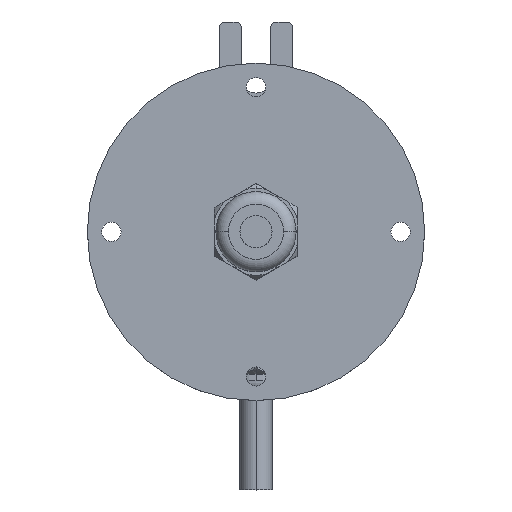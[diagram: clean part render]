
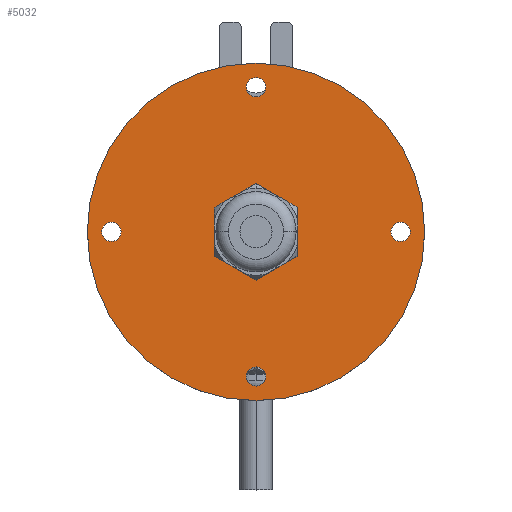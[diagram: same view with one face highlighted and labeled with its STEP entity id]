
A CAD part, top view. The second image highlights one B-rep face of the part: STEP entity #5032.
In plain terms, the highlighted planar face has unit normal (0, 0, 1).
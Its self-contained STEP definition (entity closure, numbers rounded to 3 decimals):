
#36 = LINE ( 'NONE', #2625, #4140 ) ;
#37 = DIRECTION ( 'NONE',  ( 0., 0., 1. ) ) ;
#61 = CIRCLE ( 'NONE', #1672, 3. ) ;
#92 = DIRECTION ( 'NONE',  ( 1., 0., 0. ) ) ;
#200 = DIRECTION ( 'NONE',  ( 0., 0., 1. ) ) ;
#210 = AXIS2_PLACEMENT_3D ( 'NONE', #3209, #801, #3593 ) ;
#224 = CARTESIAN_POINT ( 'NONE',  ( 0., -45., 159. ) ) ;
#258 = VECTOR ( 'NONE', #1218, 1000. ) ;
#272 = VECTOR ( 'NONE', #3362, 1000. ) ;
#305 = EDGE_CURVE ( 'NONE', #4163, #1350, #36, .T. ) ;
#319 = CIRCLE ( 'NONE', #935, 3. ) ;
#372 = EDGE_CURVE ( 'NONE', #2947, #2842, #4955, .T. ) ;
#417 = CARTESIAN_POINT ( 'NONE',  ( 0., 0., 159. ) ) ;
#418 = DIRECTION ( 'NONE',  ( 1., 0., 0. ) ) ;
#514 = ORIENTED_EDGE ( 'NONE', *, *, #754, .F. ) ;
#579 = ORIENTED_EDGE ( 'NONE', *, *, #2091, .F. ) ;
#606 = CARTESIAN_POINT ( 'NONE',  ( 3., -45., 159. ) ) ;
#635 = DIRECTION ( 'NONE',  ( 1., 0., 0. ) ) ;
#638 = ORIENTED_EDGE ( 'NONE', *, *, #372, .F. ) ;
#682 = FACE_BOUND ( 'NONE', #1630, .T. ) ;
#754 = EDGE_CURVE ( 'NONE', #3235, #4163, #3471, .T. ) ;
#773 = ORIENTED_EDGE ( 'NONE', *, *, #1509, .F. ) ;
#794 = CARTESIAN_POINT ( 'NONE',  ( 0., -15., 159. ) ) ;
#801 = DIRECTION ( 'NONE',  ( 0., 0., 1. ) ) ;
#830 = CARTESIAN_POINT ( 'NONE',  ( 12.99, 7.5, 159. ) ) ;
#847 = VERTEX_POINT ( 'NONE', #1448 ) ;
#848 = ORIENTED_EDGE ( 'NONE', *, *, #3829, .F. ) ;
#935 = AXIS2_PLACEMENT_3D ( 'NONE', #4863, #2567, #92 ) ;
#948 = EDGE_CURVE ( 'NONE', #4053, #2769, #61, .T. ) ;
#1162 = AXIS2_PLACEMENT_3D ( 'NONE', #5170, #2848, #418 ) ;
#1211 = AXIS2_PLACEMENT_3D ( 'NONE', #417, #1642, #4366 ) ;
#1218 = DIRECTION ( 'NONE',  ( 0.866, 0.5, 0. ) ) ;
#1233 = EDGE_CURVE ( 'NONE', #3312, #3720, #4784, .T. ) ;
#1308 = EDGE_CURVE ( 'NONE', #1568, #1883, #319, .T. ) ;
#1341 = CIRCLE ( 'NONE', #210, 3. ) ;
#1350 = VERTEX_POINT ( 'NONE', #3343 ) ;
#1352 = LINE ( 'NONE', #4741, #258 ) ;
#1448 = CARTESIAN_POINT ( 'NONE',  ( 12.99, 7.5, 159. ) ) ;
#1509 = EDGE_CURVE ( 'NONE', #2031, #4749, #1341, .T. ) ;
#1568 = VERTEX_POINT ( 'NONE', #2883 ) ;
#1630 = EDGE_LOOP ( 'NONE', ( #848, #5048, #3109, #3466, #3587, #514 ) ) ;
#1642 = DIRECTION ( 'NONE',  ( 0., 0., 1. ) ) ;
#1672 = AXIS2_PLACEMENT_3D ( 'NONE', #4676, #2365, #5080 ) ;
#1774 = FACE_OUTER_BOUND ( 'NONE', #4007, .T. ) ;
#1793 = LINE ( 'NONE', #4215, #4529 ) ;
#1883 = VERTEX_POINT ( 'NONE', #3624 ) ;
#1894 = EDGE_LOOP ( 'NONE', ( #4046, #3172 ) ) ;
#1899 = CARTESIAN_POINT ( 'NONE',  ( 0., 45., 159. ) ) ;
#1912 = FACE_BOUND ( 'NONE', #3390, .T. ) ;
#1924 = CARTESIAN_POINT ( 'NONE',  ( 52.5, 0., 159. ) ) ;
#2031 = VERTEX_POINT ( 'NONE', #606 ) ;
#2091 = EDGE_CURVE ( 'NONE', #2769, #4053, #4036, .T. ) ;
#2130 = CARTESIAN_POINT ( 'NONE',  ( 45., 0., 159. ) ) ;
#2185 = EDGE_LOOP ( 'NONE', ( #638, #3806 ) ) ;
#2223 = CIRCLE ( 'NONE', #2713, 3. ) ;
#2270 = AXIS2_PLACEMENT_3D ( 'NONE', #224, #3058, #635 ) ;
#2298 = CIRCLE ( 'NONE', #3028, 52.5 ) ;
#2306 = DIRECTION ( 'NONE',  ( 0., 0., 1. ) ) ;
#2309 = DIRECTION ( 'NONE',  ( 1., 0., 0. ) ) ;
#2365 = DIRECTION ( 'NONE',  ( 0., 0., 1. ) ) ;
#2371 = CARTESIAN_POINT ( 'NONE',  ( -12.99, 7.5, 159. ) ) ;
#2404 = EDGE_CURVE ( 'NONE', #3720, #3312, #2298, .T. ) ;
#2464 = PLANE ( 'NONE',  #1211 ) ;
#2512 = CARTESIAN_POINT ( 'NONE',  ( 0., 0., 159. ) ) ;
#2514 = ORIENTED_EDGE ( 'NONE', *, *, #948, .F. ) ;
#2545 = DIRECTION ( 'NONE',  ( 1., 0., 0. ) ) ;
#2560 = EDGE_CURVE ( 'NONE', #2842, #2947, #2223, .T. ) ;
#2567 = DIRECTION ( 'NONE',  ( 0., 0., 1. ) ) ;
#2625 = CARTESIAN_POINT ( 'NONE',  ( -12.99, 7.5, 159. ) ) ;
#2652 = CARTESIAN_POINT ( 'NONE',  ( -45., 0., 159. ) ) ;
#2713 = AXIS2_PLACEMENT_3D ( 'NONE', #4616, #2306, #5011 ) ;
#2739 = LINE ( 'NONE', #2863, #3728 ) ;
#2769 = VERTEX_POINT ( 'NONE', #2812 ) ;
#2788 = AXIS2_PLACEMENT_3D ( 'NONE', #2652, #200, #3033 ) ;
#2812 = CARTESIAN_POINT ( 'NONE',  ( -3., 45., 159. ) ) ;
#2841 = AXIS2_PLACEMENT_3D ( 'NONE', #2130, #4839, #2545 ) ;
#2842 = VERTEX_POINT ( 'NONE', #3573 ) ;
#2848 = DIRECTION ( 'NONE',  ( 0., 0., 1. ) ) ;
#2855 = FACE_BOUND ( 'NONE', #1894, .T. ) ;
#2863 = CARTESIAN_POINT ( 'NONE',  ( 12.99, -7.5, 159. ) ) ;
#2878 = ORIENTED_EDGE ( 'NONE', *, *, #1233, .T. ) ;
#2883 = CARTESIAN_POINT ( 'NONE',  ( 42., 0., 159. ) ) ;
#2885 = DIRECTION ( 'NONE',  ( 0., 1., 0. ) ) ;
#2894 = DIRECTION ( 'NONE',  ( -0.866, 0.5, 0. ) ) ;
#2899 = EDGE_CURVE ( 'NONE', #3741, #4076, #1352, .T. ) ;
#2902 = DIRECTION ( 'NONE',  ( 1., 0., 0. ) ) ;
#2947 = VERTEX_POINT ( 'NONE', #3615 ) ;
#2990 = CARTESIAN_POINT ( 'NONE',  ( 0., 15., 159. ) ) ;
#3028 = AXIS2_PLACEMENT_3D ( 'NONE', #2512, #37, #2902 ) ;
#3033 = DIRECTION ( 'NONE',  ( 1., 0., 0. ) ) ;
#3042 = ORIENTED_EDGE ( 'NONE', *, *, #4768, .F. ) ;
#3058 = DIRECTION ( 'NONE',  ( 0., 0., 1. ) ) ;
#3074 = DIRECTION ( 'NONE',  ( 0.866, -0.5, 0. ) ) ;
#3101 = VECTOR ( 'NONE', #2894, 1000. ) ;
#3109 = ORIENTED_EDGE ( 'NONE', *, *, #2899, .F. ) ;
#3172 = ORIENTED_EDGE ( 'NONE', *, *, #1308, .F. ) ;
#3209 = CARTESIAN_POINT ( 'NONE',  ( 0., -45., 159. ) ) ;
#3235 = VERTEX_POINT ( 'NONE', #3441 ) ;
#3259 = EDGE_CURVE ( 'NONE', #1350, #3741, #1793, .T. ) ;
#3312 = VERTEX_POINT ( 'NONE', #1924 ) ;
#3343 = CARTESIAN_POINT ( 'NONE',  ( -12.99, -7.5, 159. ) ) ;
#3362 = DIRECTION ( 'NONE',  ( -0.866, -0.5, 0. ) ) ;
#3390 = EDGE_LOOP ( 'NONE', ( #2514, #579 ) ) ;
#3441 = CARTESIAN_POINT ( 'NONE',  ( 0., 15., 159. ) ) ;
#3466 = ORIENTED_EDGE ( 'NONE', *, *, #3259, .F. ) ;
#3471 = LINE ( 'NONE', #2990, #272 ) ;
#3567 = CARTESIAN_POINT ( 'NONE',  ( -52.5, 0., 159. ) ) ;
#3573 = CARTESIAN_POINT ( 'NONE',  ( -48., 0., 159. ) ) ;
#3587 = ORIENTED_EDGE ( 'NONE', *, *, #305, .F. ) ;
#3593 = DIRECTION ( 'NONE',  ( 1., 0., 0. ) ) ;
#3615 = CARTESIAN_POINT ( 'NONE',  ( -42., 0., 159. ) ) ;
#3624 = CARTESIAN_POINT ( 'NONE',  ( 48., 0., 159. ) ) ;
#3716 = AXIS2_PLACEMENT_3D ( 'NONE', #1899, #4618, #2309 ) ;
#3720 = VERTEX_POINT ( 'NONE', #3567 ) ;
#3728 = VECTOR ( 'NONE', #2885, 1000. ) ;
#3741 = VERTEX_POINT ( 'NONE', #794 ) ;
#3806 = ORIENTED_EDGE ( 'NONE', *, *, #2560, .F. ) ;
#3818 = CARTESIAN_POINT ( 'NONE',  ( 3., 45., 159. ) ) ;
#3829 = EDGE_CURVE ( 'NONE', #847, #3235, #5173, .T. ) ;
#3830 = CARTESIAN_POINT ( 'NONE',  ( 12.99, -7.5, 159. ) ) ;
#3844 = FACE_BOUND ( 'NONE', #2185, .T. ) ;
#3942 = CIRCLE ( 'NONE', #2841, 3. ) ;
#4007 = EDGE_LOOP ( 'NONE', ( #4793, #2878 ) ) ;
#4011 = CIRCLE ( 'NONE', #2270, 3. ) ;
#4036 = CIRCLE ( 'NONE', #3716, 3. ) ;
#4046 = ORIENTED_EDGE ( 'NONE', *, *, #4532, .F. ) ;
#4053 = VERTEX_POINT ( 'NONE', #3818 ) ;
#4076 = VERTEX_POINT ( 'NONE', #3830 ) ;
#4140 = VECTOR ( 'NONE', #4943, 1000. ) ;
#4163 = VERTEX_POINT ( 'NONE', #2371 ) ;
#4215 = CARTESIAN_POINT ( 'NONE',  ( -12.99, -7.5, 159. ) ) ;
#4366 = DIRECTION ( 'NONE',  ( 1., 0., 0. ) ) ;
#4529 = VECTOR ( 'NONE', #3074, 1000. ) ;
#4532 = EDGE_CURVE ( 'NONE', #1883, #1568, #3942, .T. ) ;
#4558 = CARTESIAN_POINT ( 'NONE',  ( -3., -45., 159. ) ) ;
#4616 = CARTESIAN_POINT ( 'NONE',  ( -45., 0., 159. ) ) ;
#4618 = DIRECTION ( 'NONE',  ( 0., 0., 1. ) ) ;
#4676 = CARTESIAN_POINT ( 'NONE',  ( 0., 45., 159. ) ) ;
#4741 = CARTESIAN_POINT ( 'NONE',  ( 0., -15., 159. ) ) ;
#4749 = VERTEX_POINT ( 'NONE', #4558 ) ;
#4768 = EDGE_CURVE ( 'NONE', #4749, #2031, #4011, .T. ) ;
#4784 = CIRCLE ( 'NONE', #1162, 52.5 ) ;
#4793 = ORIENTED_EDGE ( 'NONE', *, *, #2404, .T. ) ;
#4839 = DIRECTION ( 'NONE',  ( 0., 0., 1. ) ) ;
#4863 = CARTESIAN_POINT ( 'NONE',  ( 45., 0., 159. ) ) ;
#4885 = FACE_BOUND ( 'NONE', #5013, .T. ) ;
#4943 = DIRECTION ( 'NONE',  ( 0., -1., 0. ) ) ;
#4955 = CIRCLE ( 'NONE', #2788, 3. ) ;
#5011 = DIRECTION ( 'NONE',  ( 1., 0., 0. ) ) ;
#5013 = EDGE_LOOP ( 'NONE', ( #773, #3042 ) ) ;
#5032 = ADVANCED_FACE ( 'NONE', ( #3844, #4885, #2855, #1912, #1774, #682 ), #2464, .T. ) ;
#5048 = ORIENTED_EDGE ( 'NONE', *, *, #5063, .F. ) ;
#5063 = EDGE_CURVE ( 'NONE', #4076, #847, #2739, .T. ) ;
#5080 = DIRECTION ( 'NONE',  ( 1., 0., 0. ) ) ;
#5170 = CARTESIAN_POINT ( 'NONE',  ( 0., 0., 159. ) ) ;
#5173 = LINE ( 'NONE', #830, #3101 ) ;
